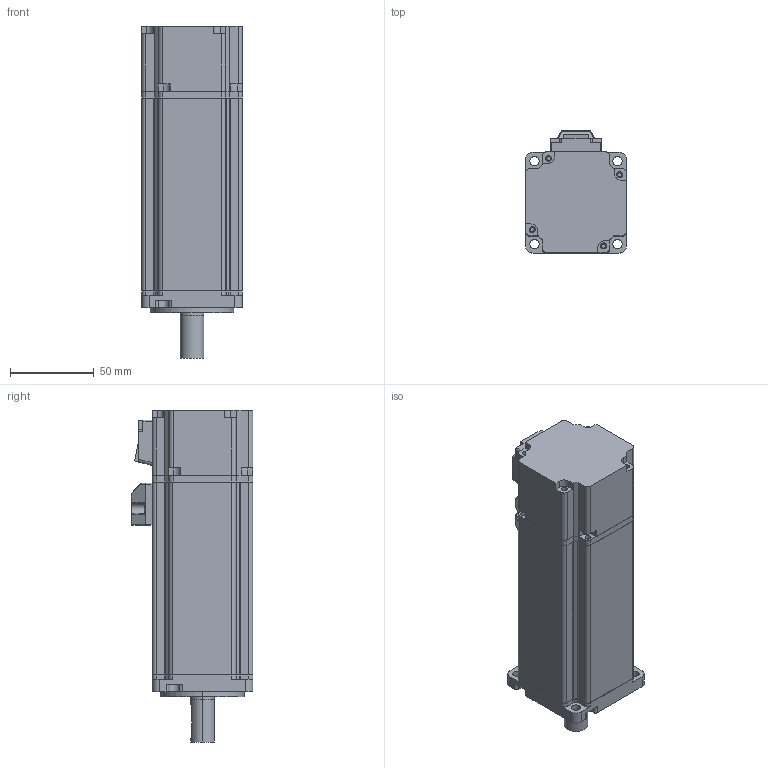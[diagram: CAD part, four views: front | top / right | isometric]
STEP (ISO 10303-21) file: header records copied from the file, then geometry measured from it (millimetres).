
FILE_DESCRIPTION (( 'STEP AP203' ), '1' );
FILE_NAME ('60C 600W装配.STEP', '2018-09-13T08:51:41', ( '微软用户' ), ( '微软中国' ), 'SwSTEP 2.0', 'SolidWorks 2016', '' );
FILE_SCHEMA (( 'CONFIG_CONTROL_DESIGN' ));
Length unit declared in the file: millimetre
Products named in the file (10): 60ヶ裔; 60綴欶; 60C 600W儂褲; 晤鎢ん盄揤啣; 雄薯盄揤啣; 60 C 600W 湮晤鎢ん粣; 60C 600W蚾饜; 6000; 6202; 60綴裔
Assembly tree (9 placements, depth 2):
  60C 600W蚾饜
    60 C 600W 湮晤鎢ん粣
    6000
    6202
    60綴裔
    60ヶ裔
    60綴欶
    60C 600W儂褲
    晤鎢ん盄揤啣
    雄薯盄揤啣
Bounding box: 60.2 x 72.7 x 198 mm (x, y, z)
Volume: 241843.6 mm3; surface area: 120552.8 mm2
Topology: 9 solids, 9 shells, 553 faces, 1418 edges, 915 vertices
Faces by surface type: cylinder 308, plane 187, torus 24, cone 20, sphere 12, bspline 2
Entity records: 18663 total; most frequent: CARTESIAN_POINT 3526, DIRECTION 3128, ORIENTED_EDGE 2820, EDGE_CURVE 1410, AXIS2_PLACEMENT_3D 1213, VERTEX_POINT 915, VECTOR 702, LINE 702
